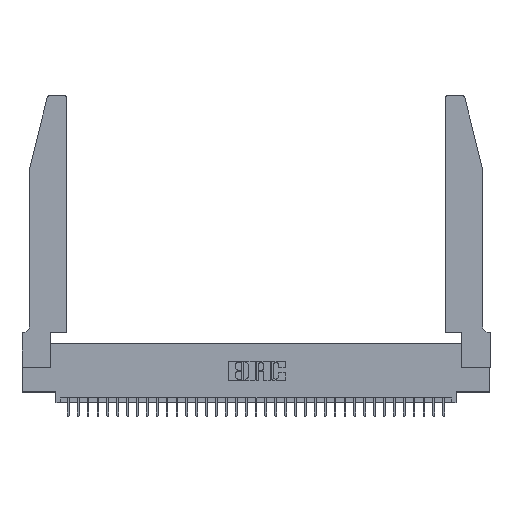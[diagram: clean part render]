
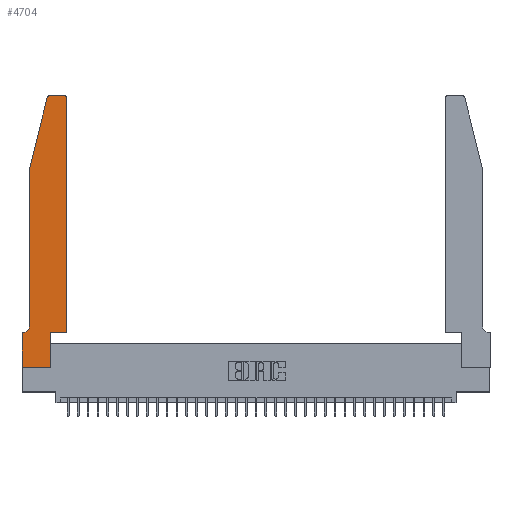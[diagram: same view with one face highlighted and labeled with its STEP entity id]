
A CAD part, top view. The second image highlights one B-rep face of the part: STEP entity #4704.
In plain terms, the highlighted planar face has unit normal (0, 0, 1).
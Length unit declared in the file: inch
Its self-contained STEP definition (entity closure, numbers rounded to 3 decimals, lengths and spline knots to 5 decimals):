
#311 = VERTEX_POINT ( 'NONE', #30233 ) ;
#436 = CARTESIAN_POINT ( 'NONE',  ( 0.4505, 0.35, 0.37 ) ) ;
#1340 = DIRECTION ( 'NONE',  ( 0., -1., 0. ) ) ;
#1506 = ORIENTED_EDGE ( 'NONE', *, *, #12328, .T. ) ;
#1539 = DIRECTION ( 'NONE',  ( 0., 1., 0. ) ) ;
#1922 = CARTESIAN_POINT ( 'NONE',  ( 0.0755, 2., 0.37 ) ) ;
#2182 = CARTESIAN_POINT ( 'NONE',  ( 0.4505, 0.35, 0.37 ) ) ;
#3355 = AXIS2_PLACEMENT_3D ( 'NONE', #6707, #17807, #34734 ) ;
#3496 = CARTESIAN_POINT ( 'NONE',  ( 0., 0., 0.37 ) ) ;
#3556 = VECTOR ( 'NONE', #32429, 39.37008 ) ;
#3917 = ORIENTED_EDGE ( 'NONE', *, *, #13881, .T. ) ;
#4523 = FACE_OUTER_BOUND ( 'NONE', #20709, .T. ) ;
#4704 = ADVANCED_FACE ( 'NONE', ( #4523 ), #32354, .T. ) ;
#4975 = VERTEX_POINT ( 'NONE', #26312 ) ;
#5013 = EDGE_CURVE ( 'NONE', #25677, #12859, #9757, .T. ) ;
#5082 = VERTEX_POINT ( 'NONE', #21404 ) ;
#5383 = CARTESIAN_POINT ( 'NONE',  ( 0.4505, 2.72, 0.37 ) ) ;
#5838 = EDGE_CURVE ( 'NONE', #5082, #6917, #34877, .T. ) ;
#5956 = EDGE_CURVE ( 'NONE', #27784, #16903, #26849, .T. ) ;
#6353 = VERTEX_POINT ( 'NONE', #3496 ) ;
#6394 = EDGE_CURVE ( 'NONE', #21285, #27784, #31161, .T. ) ;
#6707 = CARTESIAN_POINT ( 'NONE',  ( 0.4205, 2.72, 0.37 ) ) ;
#6803 = ORIENTED_EDGE ( 'NONE', *, *, #10314, .T. ) ;
#6917 = VERTEX_POINT ( 'NONE', #31414 ) ;
#7301 = VECTOR ( 'NONE', #24149, 39.37008 ) ;
#7472 = ORIENTED_EDGE ( 'NONE', *, *, #24682, .T. ) ;
#7549 = CARTESIAN_POINT ( 'NONE',  ( 0.4505, 0.35, 0.37 ) ) ;
#8208 = DIRECTION ( 'NONE',  ( -1., 0., 0. ) ) ;
#8437 = CARTESIAN_POINT ( 'NONE',  ( 0.0755, 2., 0.37 ) ) ;
#8579 = ORIENTED_EDGE ( 'NONE', *, *, #5838, .T. ) ;
#8620 = CARTESIAN_POINT ( 'NONE',  ( 0.2865, 0.35, 0.37 ) ) ;
#9382 = LINE ( 'NONE', #26299, #33537 ) ;
#9757 = LINE ( 'NONE', #7549, #18330 ) ;
#9951 = VECTOR ( 'NONE', #10346, 39.37008 ) ;
#10314 = EDGE_CURVE ( 'NONE', #21468, #4975, #11361, .T. ) ;
#10346 = DIRECTION ( 'NONE',  ( -1., 0., 0. ) ) ;
#10461 = VECTOR ( 'NONE', #30826, 39.37008 ) ;
#10513 = CARTESIAN_POINT ( 'NONE',  ( 0.2605, 2.75, 0.37 ) ) ;
#11339 = CARTESIAN_POINT ( 'NONE',  ( 0.284, 2.72, 0.37 ) ) ;
#11361 = LINE ( 'NONE', #8620, #10461 ) ;
#11514 = DIRECTION ( 'NONE',  ( 0., 0., 1. ) ) ;
#11675 = DIRECTION ( 'NONE',  ( 0., 0., -1. ) ) ;
#12026 = ORIENTED_EDGE ( 'NONE', *, *, #21295, .T. ) ;
#12328 = EDGE_CURVE ( 'NONE', #15323, #21285, #32185, .T. ) ;
#12859 = VERTEX_POINT ( 'NONE', #5383 ) ;
#13047 = DIRECTION ( 'NONE',  ( -0.239, -0.971, 0. ) ) ;
#13209 = CARTESIAN_POINT ( 'NONE',  ( 0.2865, 0., 0.37 ) ) ;
#13881 = EDGE_CURVE ( 'NONE', #6917, #6353, #32609, .T. ) ;
#14084 = CARTESIAN_POINT ( 'NONE',  ( 0.0055, 0.42, 0.37 ) ) ;
#14586 = ORIENTED_EDGE ( 'NONE', *, *, #5013, .T. ) ;
#14691 = LINE ( 'NONE', #26293, #15375 ) ;
#15226 = DIRECTION ( 'NONE',  ( 1., 0., 0. ) ) ;
#15323 = VERTEX_POINT ( 'NONE', #34348 ) ;
#15375 = VECTOR ( 'NONE', #15226, 39.37008 ) ;
#15593 = CIRCLE ( 'NONE', #3355, 0.03 ) ;
#15981 = CARTESIAN_POINT ( 'NONE',  ( 0.0755, 0.35, 0.37 ) ) ;
#16903 = VERTEX_POINT ( 'NONE', #8437 ) ;
#17577 = CARTESIAN_POINT ( 'NONE',  ( 0.284, 2.75, 0.37 ) ) ;
#17665 = EDGE_CURVE ( 'NONE', #4975, #25677, #21859, .T. ) ;
#17697 = AXIS2_PLACEMENT_3D ( 'NONE', #26543, #29292, #32175 ) ;
#17807 = DIRECTION ( 'NONE',  ( 0., 0., 1. ) ) ;
#18330 = VECTOR ( 'NONE', #1539, 39.37008 ) ;
#18769 = DIRECTION ( 'NONE',  ( 1., 0., 0. ) ) ;
#19541 = ORIENTED_EDGE ( 'NONE', *, *, #17665, .T. ) ;
#20629 = VECTOR ( 'NONE', #18769, 39.37008 ) ;
#20709 = EDGE_LOOP ( 'NONE', ( #1506, #31524, #22990, #12026, #22819, #8579, #3917, #7472, #6803, #19541, #14586, #31835 ) ) ;
#21273 = VECTOR ( 'NONE', #13047, 39.37008 ) ;
#21285 = VERTEX_POINT ( 'NONE', #17577 ) ;
#21295 = EDGE_CURVE ( 'NONE', #16903, #311, #9382, .T. ) ;
#21325 = AXIS2_PLACEMENT_3D ( 'NONE', #14084, #11675, #8208 ) ;
#21404 = CARTESIAN_POINT ( 'NONE',  ( 0.0055, 0.35, 0.37 ) ) ;
#21468 = VERTEX_POINT ( 'NONE', #13209 ) ;
#21859 = LINE ( 'NONE', #2182, #20629 ) ;
#22448 = DIRECTION ( 'NONE',  ( 1., 0., 0. ) ) ;
#22819 = ORIENTED_EDGE ( 'NONE', *, *, #34120, .T. ) ;
#22990 = ORIENTED_EDGE ( 'NONE', *, *, #5956, .T. ) ;
#24149 = DIRECTION ( 'NONE',  ( -1., 0., 0. ) ) ;
#24682 = EDGE_CURVE ( 'NONE', #6353, #21468, #14691, .T. ) ;
#25103 = CARTESIAN_POINT ( 'NONE',  ( 0., 0., 0.37 ) ) ;
#25677 = VERTEX_POINT ( 'NONE', #436 ) ;
#26293 = CARTESIAN_POINT ( 'NONE',  ( 0., 0., 0.37 ) ) ;
#26299 = CARTESIAN_POINT ( 'NONE',  ( 0.0755, 2., 0.37 ) ) ;
#26312 = CARTESIAN_POINT ( 'NONE',  ( 0.2865, 0.35, 0.37 ) ) ;
#26543 = CARTESIAN_POINT ( 'NONE',  ( 0., 0.35, 0.37 ) ) ;
#26849 = LINE ( 'NONE', #1922, #21273 ) ;
#27045 = CARTESIAN_POINT ( 'NONE',  ( 0.25487, 2.72718, 0.37 ) ) ;
#27784 = VERTEX_POINT ( 'NONE', #27045 ) ;
#29292 = DIRECTION ( 'NONE',  ( 0., 0., 1. ) ) ;
#30233 = CARTESIAN_POINT ( 'NONE',  ( 0.0755, 0.42, 0.37 ) ) ;
#30826 = DIRECTION ( 'NONE',  ( 0., 1., 0. ) ) ;
#31161 = CIRCLE ( 'NONE', #35801, 0.03 ) ;
#31414 = CARTESIAN_POINT ( 'NONE',  ( 0., 0.35, 0.37 ) ) ;
#31524 = ORIENTED_EDGE ( 'NONE', *, *, #6394, .T. ) ;
#31835 = ORIENTED_EDGE ( 'NONE', *, *, #35220, .T. ) ;
#32175 = DIRECTION ( 'NONE',  ( 1., 0., 0. ) ) ;
#32185 = LINE ( 'NONE', #10513, #9951 ) ;
#32354 = PLANE ( 'NONE',  #17697 ) ;
#32429 = DIRECTION ( 'NONE',  ( 0., -1., 0. ) ) ;
#32609 = LINE ( 'NONE', #25103, #3556 ) ;
#33537 = VECTOR ( 'NONE', #1340, 39.37008 ) ;
#34120 = EDGE_CURVE ( 'NONE', #311, #5082, #35856, .T. ) ;
#34348 = CARTESIAN_POINT ( 'NONE',  ( 0.4205, 2.75, 0.37 ) ) ;
#34734 = DIRECTION ( 'NONE',  ( 1., 0., 0. ) ) ;
#34877 = LINE ( 'NONE', #15981, #7301 ) ;
#35220 = EDGE_CURVE ( 'NONE', #12859, #15323, #15593, .T. ) ;
#35801 = AXIS2_PLACEMENT_3D ( 'NONE', #11339, #11514, #22448 ) ;
#35856 = CIRCLE ( 'NONE', #21325, 0.07 ) ;
